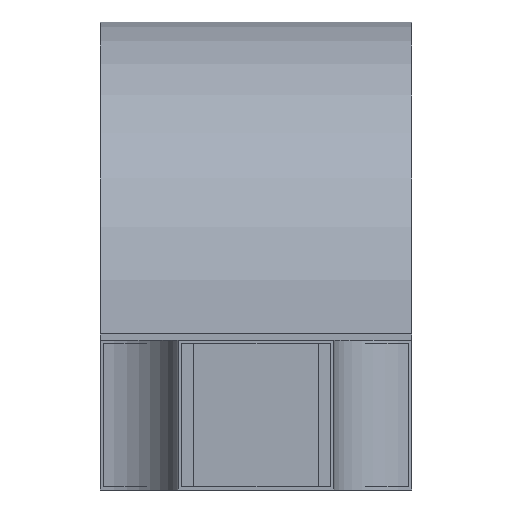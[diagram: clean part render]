
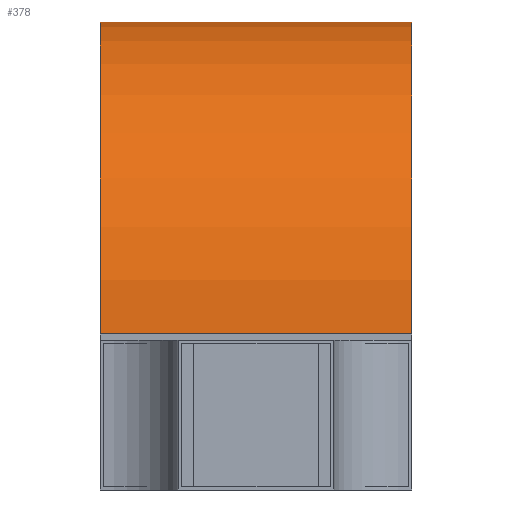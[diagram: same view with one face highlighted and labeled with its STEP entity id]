
A CAD part, left-side view. The second image highlights one B-rep face of the part: STEP entity #378.
In plain terms, the highlighted cylindrical face has radius 1 mm (diameter 2 mm), a partial arc.
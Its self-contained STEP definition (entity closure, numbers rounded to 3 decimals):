
#378 = ADVANCED_FACE( '', ( #738 ), #739, .T. );
#738 = FACE_OUTER_BOUND( '', #1154, .T. );
#739 = CYLINDRICAL_SURFACE( '', #1155, 1. );
#1154 = EDGE_LOOP( '', ( #1733, #1734, #1735, #1736 ) );
#1155 = AXIS2_PLACEMENT_3D( '', #1737, #1738, #1739 );
#1733 = ORIENTED_EDGE( '', *, *, #2870, .T. );
#1734 = ORIENTED_EDGE( '', *, *, #2871, .F. );
#1735 = ORIENTED_EDGE( '', *, *, #2872, .F. );
#1736 = ORIENTED_EDGE( '', *, *, #2873, .T. );
#1737 = CARTESIAN_POINT( '', ( 0., -0.5, 0.02 ) );
#1738 = DIRECTION( '', ( 0., -1., 0. ) );
#1739 = DIRECTION( '', ( 0., 0., 1. ) );
#2870 = EDGE_CURVE( '', #3462, #3463, #3464, .T. );
#2871 = EDGE_CURVE( '', #3465, #3463, #3466, .T. );
#2872 = EDGE_CURVE( '', #3467, #3465, #3468, .T. );
#2873 = EDGE_CURVE( '', #3467, #3462, #3469, .T. );
#3462 = VERTEX_POINT( '', #4293 );
#3463 = VERTEX_POINT( '', #4294 );
#3464 = CIRCLE( '', #4295, 1. );
#3465 = VERTEX_POINT( '', #4296 );
#3466 = LINE( '', #4297, #4298 );
#3467 = VERTEX_POINT( '', #4299 );
#3468 = CIRCLE( '', #4300, 1. );
#3469 = LINE( '', #4301, #4302 );
#4293 = CARTESIAN_POINT( '', ( 1., 0.5, 0.02 ) );
#4294 = CARTESIAN_POINT( '', ( -1., 0.5, 0.02 ) );
#4295 = AXIS2_PLACEMENT_3D( '', #5097, #5098, #5099 );
#4296 = CARTESIAN_POINT( '', ( -1., -0.5, 0.02 ) );
#4297 = CARTESIAN_POINT( '', ( -1., -0.5, 0.02 ) );
#4298 = VECTOR( '', #5100, 1000. );
#4299 = CARTESIAN_POINT( '', ( 1., -0.5, 0.02 ) );
#4300 = AXIS2_PLACEMENT_3D( '', #5101, #5102, #5103 );
#4301 = CARTESIAN_POINT( '', ( 1., -0.5, 0.02 ) );
#4302 = VECTOR( '', #5104, 1000. );
#5097 = CARTESIAN_POINT( '', ( 0., 0.5, 0.02 ) );
#5098 = DIRECTION( '', ( 0., -1., 0. ) );
#5099 = DIRECTION( '', ( 1., 0., 0. ) );
#5100 = DIRECTION( '', ( 0., 1., 0. ) );
#5101 = CARTESIAN_POINT( '', ( 0., -0.5, 0.02 ) );
#5102 = DIRECTION( '', ( 0., -1., 0. ) );
#5103 = DIRECTION( '', ( 1., 0., 0. ) );
#5104 = DIRECTION( '', ( 0., 1., 0. ) );
